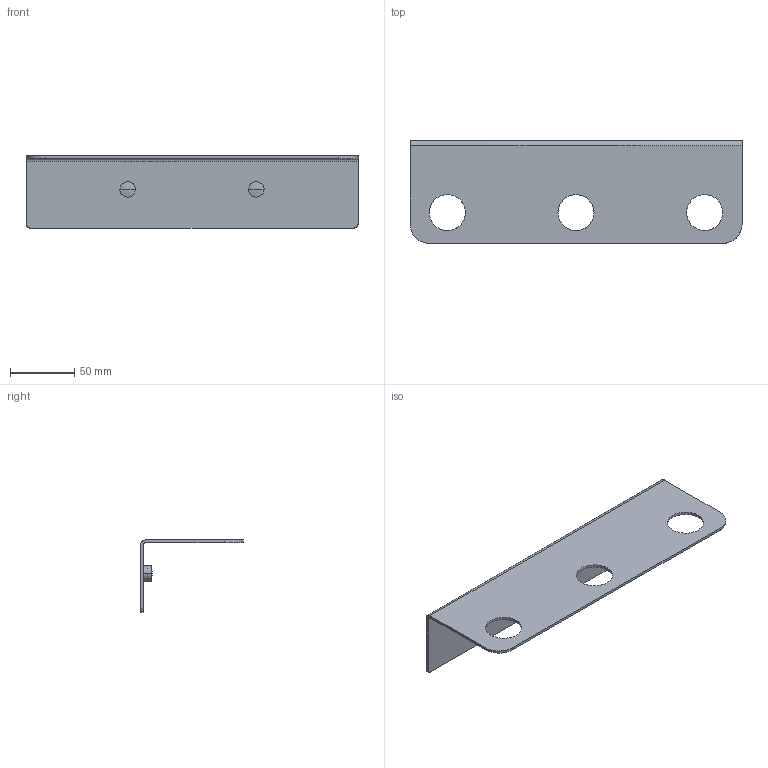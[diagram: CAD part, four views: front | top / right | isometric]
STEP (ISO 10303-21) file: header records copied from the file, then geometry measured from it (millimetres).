
FILE_DESCRIPTION(/* description */ (''),/* implementation_level */ '2;1');
FILE_NAME(/* name */ 'STEP - Soap Bottle Holder Triple',/* time_stamp */ '2024-03-18T13:42:04+11:00',/* author */ (''),/* organization */ (''),/* preprocessor_version */ 'ST-DEVELOPER v16.5',/* originating_system */ 'Rhino 7.23',/* authorisation */ '');
FILE_SCHEMA (('AUTOMOTIVE_DESIGN'));
Length unit declared in the file: millimetre
Products named in the file (1): Document
Bounding box: 258 x 80 x 56 mm (x, y, z)
Volume: 65739.4 mm3; surface area: 68412.8 mm2
Topology: 5 solids, 5 shells, 64 faces, 150 edges, 94 vertices
Faces by surface type: cylinder 32, plane 16, bspline 16
Entity records: 2076 total; most frequent: CARTESIAN_POINT 1036, ORIENTED_EDGE 292, EDGE_CURVE 146, VERTEX_POINT 94, EDGE_LOOP 80, ADVANCED_FACE 64, FACE_OUTER_BOUND 64, B_SPLINE_CURVE_WITH_KNOTS 62
